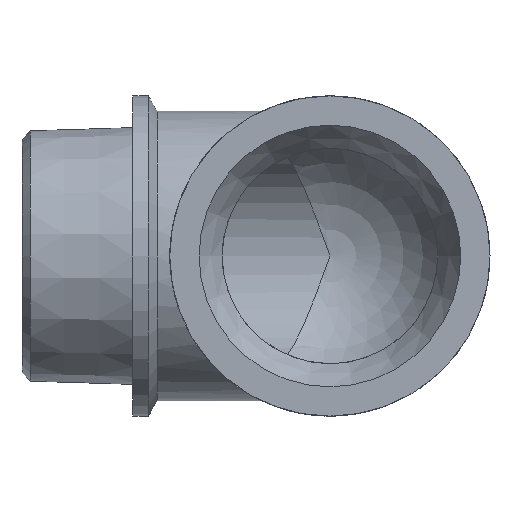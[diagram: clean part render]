
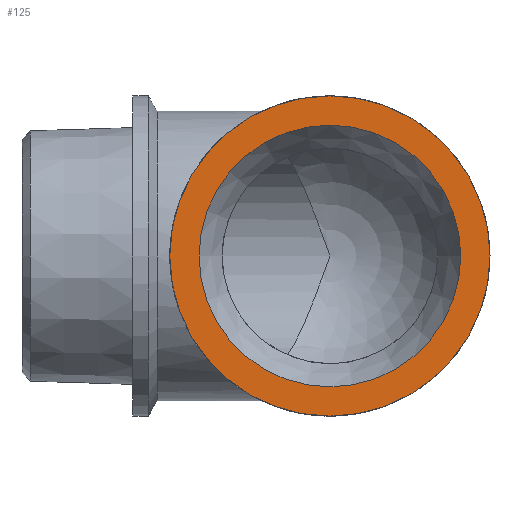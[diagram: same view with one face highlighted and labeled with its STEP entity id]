
A CAD part, left-side view. The second image highlights one B-rep face of the part: STEP entity #125.
In plain terms, the highlighted planar face has unit normal (-1, 0, 0).
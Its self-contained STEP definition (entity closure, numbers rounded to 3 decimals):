
#125 = ADVANCED_FACE( '', ( #251, #252 ), #253, .F. );
#251 = FACE_BOUND( '', #385, .T. );
#252 = FACE_OUTER_BOUND( '', #386, .T. );
#253 = PLANE( '', #387 );
#385 = EDGE_LOOP( '', ( #795 ) );
#386 = EDGE_LOOP( '', ( #796 ) );
#387 = AXIS2_PLACEMENT_3D( '', #797, #798, #799 );
#795 = ORIENTED_EDGE( '', *, *, #958, .T. );
#796 = ORIENTED_EDGE( '', *, *, #970, .F. );
#797 = CARTESIAN_POINT( '', ( 0., 0., 0. ) );
#798 = DIRECTION( '', ( 1., 0., 0. ) );
#799 = DIRECTION( '', ( 0., 0., -1. ) );
#958 = EDGE_CURVE( '', #1164, #1164, #1165, .T. );
#970 = EDGE_CURVE( '', #1187, #1187, #1188, .T. );
#1164 = VERTEX_POINT( '', #1650 );
#1165 = CIRCLE( '', #1651, 21.25 );
#1187 = VERTEX_POINT( '', #1678 );
#1188 = CIRCLE( '', #1679, 26. );
#1650 = CARTESIAN_POINT( '', ( 0., 0., -21.25 ) );
#1651 = AXIS2_PLACEMENT_3D( '', #1921, #1922, #1923 );
#1678 = CARTESIAN_POINT( '', ( 0., 0., -26. ) );
#1679 = AXIS2_PLACEMENT_3D( '', #1952, #1953, #1954 );
#1921 = CARTESIAN_POINT( '', ( 0., 0., 0. ) );
#1922 = DIRECTION( '', ( 1., 0., 0. ) );
#1923 = DIRECTION( '', ( 0., 0., -1. ) );
#1952 = CARTESIAN_POINT( '', ( 0., 0., 0. ) );
#1953 = DIRECTION( '', ( 1., 0., 0. ) );
#1954 = DIRECTION( '', ( 0., 0., -1. ) );
